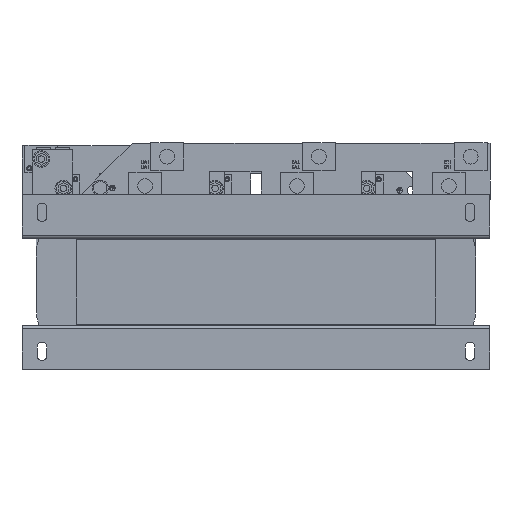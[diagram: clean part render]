
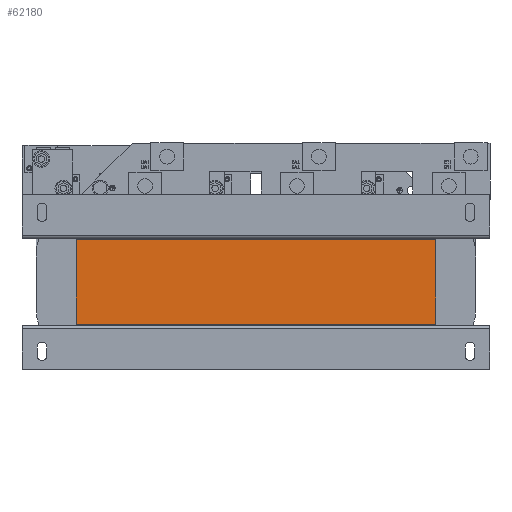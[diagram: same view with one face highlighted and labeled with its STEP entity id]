
A CAD part, front view. The second image highlights one B-rep face of the part: STEP entity #62180.
In plain terms, the highlighted planar face has unit normal (0, -1, 0).
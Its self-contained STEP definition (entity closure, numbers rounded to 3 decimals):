
#2689 = ORIENTED_EDGE ( 'NONE', *, *, #24174, .T. ) ;
#6038 = VECTOR ( 'NONE', #75510, 1000. ) ;
#10171 = VERTEX_POINT ( 'NONE', #72157 ) ;
#10477 = LINE ( 'NONE', #61198, #73816 ) ;
#11544 = CARTESIAN_POINT ( 'NONE',  ( -225., -35., -53. ) ) ;
#11990 = VERTEX_POINT ( 'NONE', #27378 ) ;
#13019 = PLANE ( 'NONE',  #42044 ) ;
#13781 = VERTEX_POINT ( 'NONE', #39686 ) ;
#13836 = DIRECTION ( 'NONE',  ( 1., 0., 0. ) ) ;
#14067 = EDGE_CURVE ( 'NONE', #13781, #10171, #54261, .T. ) ;
#19667 = LINE ( 'NONE', #52396, #53166 ) ;
#19878 = EDGE_CURVE ( 'NONE', #11990, #13781, #27506, .T. ) ;
#22899 = EDGE_CURVE ( 'NONE', #31821, #10171, #10477, .T. ) ;
#24174 = EDGE_CURVE ( 'NONE', #11990, #31821, #19667, .T. ) ;
#24206 = ORIENTED_EDGE ( 'NONE', *, *, #14067, .F. ) ;
#24488 = DIRECTION ( 'NONE',  ( 0., 1., 0. ) ) ;
#26386 = VECTOR ( 'NONE', #48492, 1000. ) ;
#27378 = CARTESIAN_POINT ( 'NONE',  ( -225., -35., 53. ) ) ;
#27506 = LINE ( 'NONE', #34397, #6038 ) ;
#31821 = VERTEX_POINT ( 'NONE', #11544 ) ;
#34397 = CARTESIAN_POINT ( 'NONE',  ( -225., -35., 53. ) ) ;
#36458 = DIRECTION ( 'NONE',  ( 0., 0., 1. ) ) ;
#39686 = CARTESIAN_POINT ( 'NONE',  ( 225., -35., 53. ) ) ;
#42044 = AXIS2_PLACEMENT_3D ( 'NONE', #72093, #24488, #36458 ) ;
#42753 = EDGE_LOOP ( 'NONE', ( #74417, #24206, #70492, #2689 ) ) ;
#48492 = DIRECTION ( 'NONE',  ( 0., 0., -1. ) ) ;
#52396 = CARTESIAN_POINT ( 'NONE',  ( -225., -35., 53. ) ) ;
#53166 = VECTOR ( 'NONE', #76910, 1000. ) ;
#54261 = LINE ( 'NONE', #72464, #26386 ) ;
#61198 = CARTESIAN_POINT ( 'NONE',  ( -225., -35., -53. ) ) ;
#62180 = ADVANCED_FACE ( 'NONE', ( #72274 ), #13019, .F. ) ;
#70492 = ORIENTED_EDGE ( 'NONE', *, *, #19878, .F. ) ;
#72093 = CARTESIAN_POINT ( 'NONE',  ( -225., -35., 53. ) ) ;
#72157 = CARTESIAN_POINT ( 'NONE',  ( 225., -35., -53. ) ) ;
#72274 = FACE_OUTER_BOUND ( 'NONE', #42753, .T. ) ;
#72464 = CARTESIAN_POINT ( 'NONE',  ( 225., -35., 53. ) ) ;
#73816 = VECTOR ( 'NONE', #13836, 1000. ) ;
#74417 = ORIENTED_EDGE ( 'NONE', *, *, #22899, .T. ) ;
#75510 = DIRECTION ( 'NONE',  ( 1., 0., 0. ) ) ;
#76910 = DIRECTION ( 'NONE',  ( 0., 0., -1. ) ) ;
